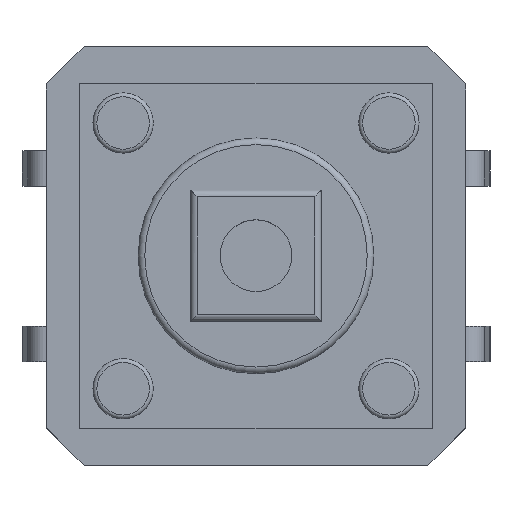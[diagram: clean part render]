
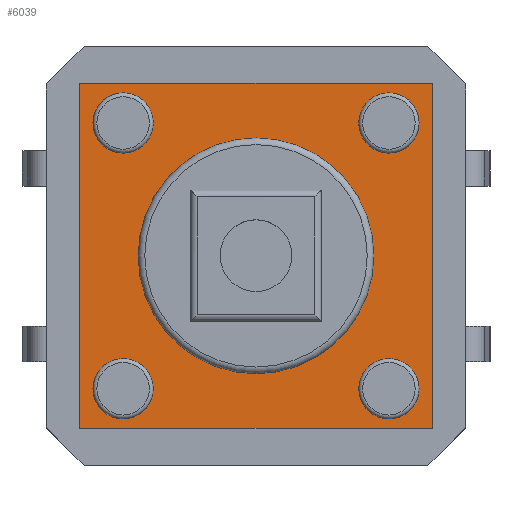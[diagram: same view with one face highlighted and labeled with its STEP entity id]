
A CAD part, top view. The second image highlights one B-rep face of the part: STEP entity #6039.
In plain terms, the highlighted planar face has unit normal (0, 0, 1).
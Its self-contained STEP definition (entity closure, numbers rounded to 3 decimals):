
#525=LINE('',#7818,#809);
#527=LINE('',#7822,#811);
#529=LINE('',#7826,#813);
#531=LINE('',#7830,#815);
#809=VECTOR('',#6894,1000.);
#811=VECTOR('',#6898,1000.);
#813=VECTOR('',#6902,1000.);
#815=VECTOR('',#6906,1000.);
#1227=ORIENTED_EDGE('',*,*,#2359,.F.);
#1228=ORIENTED_EDGE('',*,*,#2360,.F.);
#1229=ORIENTED_EDGE('',*,*,#2361,.F.);
#1230=ORIENTED_EDGE('',*,*,#2362,.F.);
#1231=ORIENTED_EDGE('',*,*,#2178,.F.);
#1232=ORIENTED_EDGE('',*,*,#2352,.F.);
#1233=ORIENTED_EDGE('',*,*,#2358,.F.);
#1234=ORIENTED_EDGE('',*,*,#2356,.F.);
#1235=ORIENTED_EDGE('',*,*,#2354,.F.);
#2178=EDGE_CURVE('',#2789,#2789,#3200,.F.);
#2352=EDGE_CURVE('',#2912,#2913,#525,.T.);
#2354=EDGE_CURVE('',#2913,#2914,#527,.T.);
#2356=EDGE_CURVE('',#2914,#2915,#529,.T.);
#2358=EDGE_CURVE('',#2915,#2912,#531,.T.);
#2359=EDGE_CURVE('',#2916,#2916,#3235,.F.);
#2360=EDGE_CURVE('',#2917,#2917,#3236,.F.);
#2361=EDGE_CURVE('',#2918,#2918,#3237,.F.);
#2362=EDGE_CURVE('',#2919,#2919,#3238,.F.);
#2789=VERTEX_POINT('',#7477);
#2912=VERTEX_POINT('',#7817);
#2913=VERTEX_POINT('',#7819);
#2914=VERTEX_POINT('',#7823);
#2915=VERTEX_POINT('',#7827);
#2916=VERTEX_POINT('',#7833);
#2917=VERTEX_POINT('',#7835);
#2918=VERTEX_POINT('',#7837);
#2919=VERTEX_POINT('',#7839);
#3200=CIRCLE('',#6291,3.378);
#3235=CIRCLE('',#6374,0.864);
#3236=CIRCLE('',#6375,0.864);
#3237=CIRCLE('',#6376,0.864);
#3238=CIRCLE('',#6377,0.864);
#3312=EDGE_LOOP('',(#1227));
#3313=EDGE_LOOP('',(#1228));
#3314=EDGE_LOOP('',(#1229));
#3315=EDGE_LOOP('',(#1230));
#3316=EDGE_LOOP('',(#1231));
#3317=EDGE_LOOP('',(#1232,#1233,#1234,#1235));
#3630=FACE_BOUND('',#3312,.T.);
#3631=FACE_BOUND('',#3313,.T.);
#3632=FACE_BOUND('',#3314,.T.);
#3633=FACE_BOUND('',#3315,.T.);
#3634=FACE_BOUND('',#3316,.T.);
#3635=FACE_BOUND('',#3317,.T.);
#3937=PLANE('',#6373);
#6039=ADVANCED_FACE('',(#3630,#3631,#3632,#3633,#3634,#3635),#3937,.F.);
#6291=AXIS2_PLACEMENT_3D('',#7476,#6597,#6598);
#6373=AXIS2_PLACEMENT_3D('',#7831,#6907,#6908);
#6374=AXIS2_PLACEMENT_3D('',#7832,#6909,#6910);
#6375=AXIS2_PLACEMENT_3D('',#7834,#6911,#6912);
#6376=AXIS2_PLACEMENT_3D('',#7836,#6913,#6914);
#6377=AXIS2_PLACEMENT_3D('',#7838,#6915,#6916);
#6597=DIRECTION('',(0.,0.,-1.));
#6598=DIRECTION('',(-1.,0.,0.));
#6894=DIRECTION('',(0.,1.,0.));
#6898=DIRECTION('',(1.,0.,0.));
#6902=DIRECTION('',(0.,-1.,0.));
#6906=DIRECTION('',(-1.,0.,0.));
#6907=DIRECTION('',(0.,0.,-1.));
#6908=DIRECTION('',(-1.,0.,0.));
#6909=DIRECTION('',(0.,0.,-1.));
#6910=DIRECTION('',(-1.,0.,0.));
#6911=DIRECTION('',(0.,0.,-1.));
#6912=DIRECTION('',(-1.,0.,0.));
#6913=DIRECTION('',(0.,0.,-1.));
#6914=DIRECTION('',(-1.,0.,0.));
#6915=DIRECTION('',(0.,0.,-1.));
#6916=DIRECTION('',(-1.,0.,0.));
#7476=CARTESIAN_POINT('',(0.,0.,3.632));
#7477=CARTESIAN_POINT('',(-3.378,0.,3.632));
#7817=CARTESIAN_POINT('',(-5.06,-4.947,3.632));
#7818=CARTESIAN_POINT('',(-5.06,-4.947,3.632));
#7819=CARTESIAN_POINT('',(-5.06,4.947,3.632));
#7822=CARTESIAN_POINT('',(-5.06,4.947,3.632));
#7823=CARTESIAN_POINT('',(5.06,4.947,3.632));
#7826=CARTESIAN_POINT('',(5.06,4.947,3.632));
#7827=CARTESIAN_POINT('',(5.06,-4.947,3.632));
#7830=CARTESIAN_POINT('',(5.06,-4.947,3.632));
#7831=CARTESIAN_POINT('',(0.,0.,3.632));
#7832=CARTESIAN_POINT('',(-3.81,3.81,3.632));
#7833=CARTESIAN_POINT('',(-4.674,3.81,3.632));
#7834=CARTESIAN_POINT('',(3.81,3.81,3.632));
#7835=CARTESIAN_POINT('',(2.946,3.81,3.632));
#7836=CARTESIAN_POINT('',(3.81,-3.81,3.632));
#7837=CARTESIAN_POINT('',(2.946,-3.81,3.632));
#7838=CARTESIAN_POINT('',(-3.81,-3.81,3.632));
#7839=CARTESIAN_POINT('',(-4.674,-3.81,3.632));
